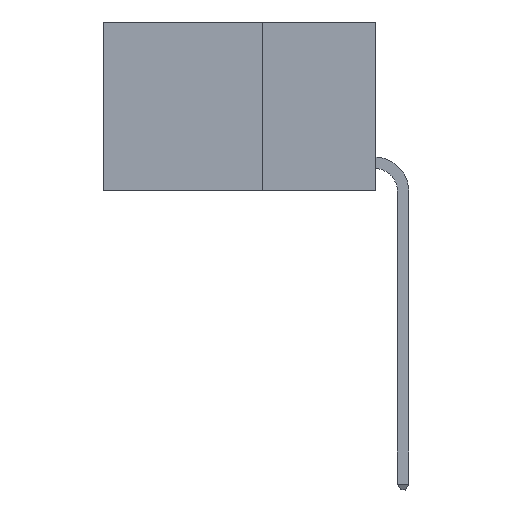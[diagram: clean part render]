
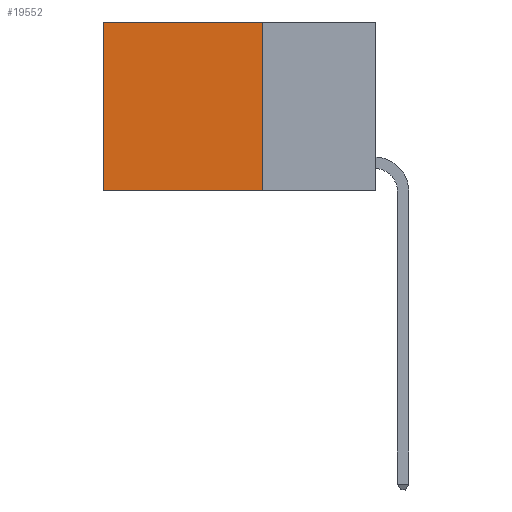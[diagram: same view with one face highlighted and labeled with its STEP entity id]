
A CAD part, left-side view. The second image highlights one B-rep face of the part: STEP entity #19552.
In plain terms, the highlighted planar face has unit normal (-1, 0, 0).
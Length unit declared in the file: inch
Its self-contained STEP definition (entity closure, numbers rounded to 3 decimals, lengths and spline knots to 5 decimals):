
#656 = DIRECTION ( 'NONE',  ( 1., 0., 0. ) ) ;
#872 = LINE ( 'NONE', #16966, #16757 ) ;
#993 = CARTESIAN_POINT ( 'NONE',  ( 0.2625, 0.6, 0. ) ) ;
#1170 = DIRECTION ( 'NONE',  ( 0., 0., -1. ) ) ;
#1762 = CARTESIAN_POINT ( 'NONE',  ( 0.2625, 0.25, 0. ) ) ;
#5725 = VERTEX_POINT ( 'NONE', #7905 ) ;
#5765 = LINE ( 'NONE', #8773, #16689 ) ;
#6528 = FACE_OUTER_BOUND ( 'NONE', #12602, .T. ) ;
#7436 = CARTESIAN_POINT ( 'NONE',  ( 0.2625, 0.25, 0. ) ) ;
#7905 = CARTESIAN_POINT ( 'NONE',  ( 0.2625, 0.25, -0.37 ) ) ;
#8491 = ORIENTED_EDGE ( 'NONE', *, *, #17565, .F. ) ;
#8651 = EDGE_CURVE ( 'NONE', #18379, #18304, #872, .T. ) ;
#8767 = AXIS2_PLACEMENT_3D ( 'NONE', #21214, #656, #15172 ) ;
#8773 = CARTESIAN_POINT ( 'NONE',  ( 0.2625, 0.25, -0.37 ) ) ;
#9309 = ORIENTED_EDGE ( 'NONE', *, *, #20626, .F. ) ;
#11009 = DIRECTION ( 'NONE',  ( 0., 0., -1. ) ) ;
#11866 = ORIENTED_EDGE ( 'NONE', *, *, #23682, .T. ) ;
#12447 = VECTOR ( 'NONE', #20296, 39.37008 ) ;
#12602 = EDGE_LOOP ( 'NONE', ( #21943, #8491, #9309, #11866 ) ) ;
#13063 = LINE ( 'NONE', #1762, #12447 ) ;
#15172 = DIRECTION ( 'NONE',  ( 0., 0., -1. ) ) ;
#16689 = VECTOR ( 'NONE', #23043, 39.37008 ) ;
#16757 = VECTOR ( 'NONE', #11009, 39.37008 ) ;
#16966 = CARTESIAN_POINT ( 'NONE',  ( 0.2625, 0.6, 0. ) ) ;
#17059 = LINE ( 'NONE', #7436, #22477 ) ;
#17154 = PLANE ( 'NONE',  #8767 ) ;
#17292 = CARTESIAN_POINT ( 'NONE',  ( 0.2625, 0.6, -0.37 ) ) ;
#17565 = EDGE_CURVE ( 'NONE', #5725, #18304, #5765, .T. ) ;
#18304 = VERTEX_POINT ( 'NONE', #17292 ) ;
#18379 = VERTEX_POINT ( 'NONE', #993 ) ;
#19552 = ADVANCED_FACE ( 'NONE', ( #6528 ), #17154, .F. ) ;
#20296 = DIRECTION ( 'NONE',  ( 0., 1., 0. ) ) ;
#20626 = EDGE_CURVE ( 'NONE', #23398, #5725, #17059, .T. ) ;
#21214 = CARTESIAN_POINT ( 'NONE',  ( 0.2625, 0.25, 0. ) ) ;
#21388 = CARTESIAN_POINT ( 'NONE',  ( 0.2625, 0.25, 0. ) ) ;
#21943 = ORIENTED_EDGE ( 'NONE', *, *, #8651, .T. ) ;
#22477 = VECTOR ( 'NONE', #1170, 39.37008 ) ;
#23043 = DIRECTION ( 'NONE',  ( 0., 1., 0. ) ) ;
#23398 = VERTEX_POINT ( 'NONE', #21388 ) ;
#23682 = EDGE_CURVE ( 'NONE', #23398, #18379, #13063, .T. ) ;
